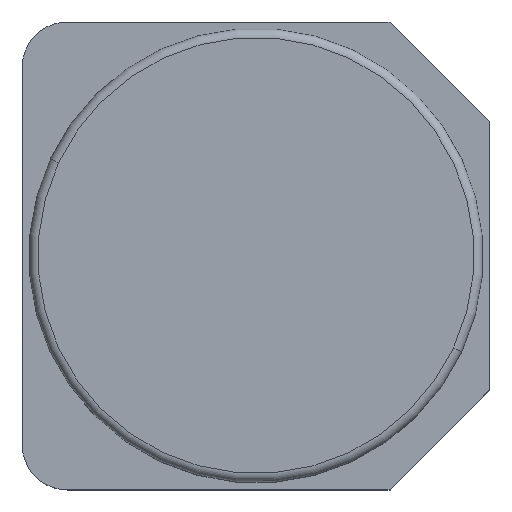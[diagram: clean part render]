
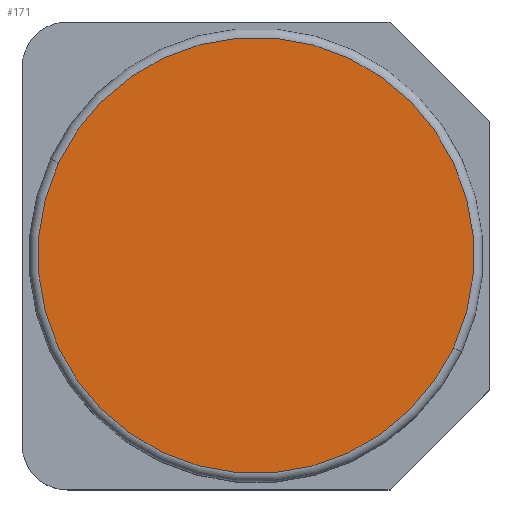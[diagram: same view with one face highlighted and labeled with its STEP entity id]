
A CAD part, top view. The second image highlights one B-rep face of the part: STEP entity #171.
In plain terms, the highlighted planar face has unit normal (0, 0, 1).
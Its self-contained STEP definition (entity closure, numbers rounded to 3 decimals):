
#171=ADVANCED_FACE('',(#316),#317,.F.);
#316=FACE_OUTER_BOUND('',#456,.T.);
#317=PLANE('',#457);
#456=EDGE_LOOP('',(#783,#784));
#457=AXIS2_PLACEMENT_3D('',#785,#786,#787);
#783=ORIENTED_EDGE('',*,*,#919,.F.);
#784=ORIENTED_EDGE('',*,*,#915,.F.);
#785=CARTESIAN_POINT('',(5.445,5.592,8.0));
#786=DIRECTION('',(-0.0,0.0,-1.0));
#787=DIRECTION('',(-0.425,-0.905,0.0));
#915=EDGE_CURVE('',#1100,#1102,#1103,.T.);
#919=EDGE_CURVE('',#1102,#1100,#1107,.T.);
#1100=VERTEX_POINT('',#1352);
#1102=VERTEX_POINT('',#1354);
#1103=CIRCLE('',#1355,4.8);
#1107=CIRCLE('',#1359,4.8);
#1352=CARTESIAN_POINT('',(1.099,7.631,8.0));
#1354=CARTESIAN_POINT('',(9.791,3.554,8.0));
#1355=AXIS2_PLACEMENT_3D('',#1486,#1487,#1488);
#1359=AXIS2_PLACEMENT_3D('',#1495,#1496,#1497);
#1486=CARTESIAN_POINT('',(5.445,5.592,8.0));
#1487=DIRECTION('',(0.0,0.0,-1.0));
#1488=DIRECTION('',(-0.905,0.425,0.0));
#1495=CARTESIAN_POINT('',(5.445,5.592,8.0));
#1496=DIRECTION('',(0.0,0.0,-1.0));
#1497=DIRECTION('',(-0.905,0.425,0.0));
